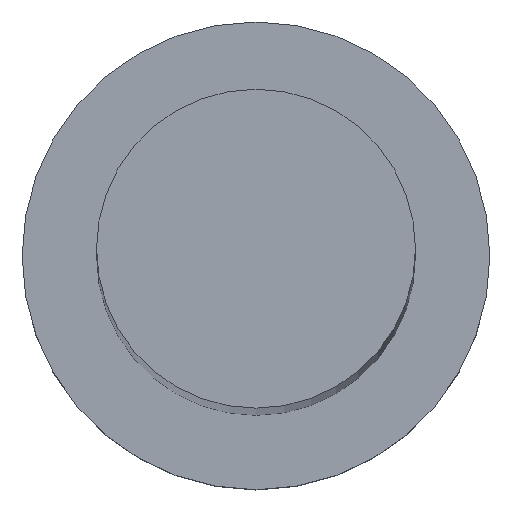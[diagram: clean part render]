
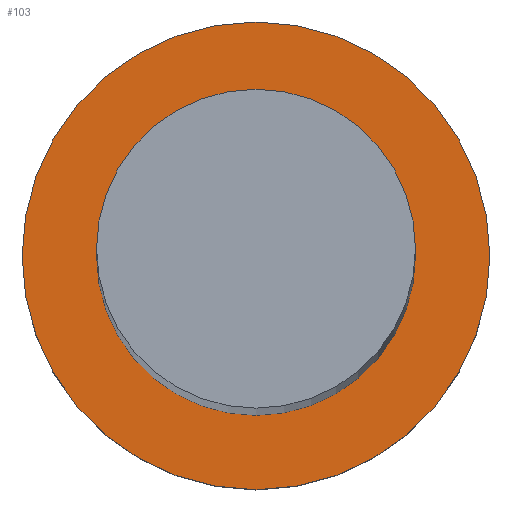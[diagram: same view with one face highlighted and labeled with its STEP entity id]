
A CAD part, top view. The second image highlights one B-rep face of the part: STEP entity #103.
In plain terms, the highlighted planar face has unit normal (0, 0, 1).
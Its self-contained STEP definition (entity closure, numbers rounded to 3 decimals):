
#4 = CARTESIAN_POINT ( 'NONE',  ( 7.5, 0., 7. ) ) ;
#23 = VERTEX_POINT ( 'NONE', #211 ) ;
#26 = EDGE_LOOP ( 'NONE', ( #238, #60 ) ) ;
#27 = DIRECTION ( 'NONE',  ( 0., 0., 1. ) ) ;
#28 = EDGE_CURVE ( 'NONE', #117, #23, #232, .T. ) ;
#29 = FACE_OUTER_BOUND ( 'NONE', #26, .T. ) ;
#31 = CARTESIAN_POINT ( 'NONE',  ( -7.5, 0., 7. ) ) ;
#41 = CARTESIAN_POINT ( 'NONE',  ( 0., 0., 7. ) ) ;
#45 = DIRECTION ( 'NONE',  ( 0., 0., 1. ) ) ;
#47 = AXIS2_PLACEMENT_3D ( 'NONE', #85, #27, #105 ) ;
#53 = AXIS2_PLACEMENT_3D ( 'NONE', #147, #231, #57 ) ;
#57 = DIRECTION ( 'NONE',  ( 1., 0., 0. ) ) ;
#60 = ORIENTED_EDGE ( 'NONE', *, *, #78, .T. ) ;
#65 = VERTEX_POINT ( 'NONE', #4 ) ;
#70 = EDGE_CURVE ( 'NONE', #65, #114, #155, .T. ) ;
#76 = AXIS2_PLACEMENT_3D ( 'NONE', #119, #196, #218 ) ;
#78 = EDGE_CURVE ( 'NONE', #23, #117, #235, .T. ) ;
#85 = CARTESIAN_POINT ( 'NONE',  ( 0., 0., 7. ) ) ;
#103 = ADVANCED_FACE ( 'NONE', ( #139, #29 ), #217, .T. ) ;
#105 = DIRECTION ( 'NONE',  ( 1., 0., 0. ) ) ;
#108 = CARTESIAN_POINT ( 'NONE',  ( -11., 0., 7. ) ) ;
#114 = VERTEX_POINT ( 'NONE', #31 ) ;
#117 = VERTEX_POINT ( 'NONE', #108 ) ;
#119 = CARTESIAN_POINT ( 'NONE',  ( 0., 0., 7. ) ) ;
#132 = DIRECTION ( 'NONE',  ( 1., 0., 0. ) ) ;
#133 = ORIENTED_EDGE ( 'NONE', *, *, #70, .F. ) ;
#139 = FACE_BOUND ( 'NONE', #189, .T. ) ;
#147 = CARTESIAN_POINT ( 'NONE',  ( 0., 0., 7. ) ) ;
#155 = CIRCLE ( 'NONE', #156, 7.5 ) ;
#156 = AXIS2_PLACEMENT_3D ( 'NONE', #167, #45, #237 ) ;
#167 = CARTESIAN_POINT ( 'NONE',  ( 0., 0., 7. ) ) ;
#189 = EDGE_LOOP ( 'NONE', ( #193, #133 ) ) ;
#193 = ORIENTED_EDGE ( 'NONE', *, *, #243, .F. ) ;
#196 = DIRECTION ( 'NONE',  ( 0., 0., 1. ) ) ;
#208 = AXIS2_PLACEMENT_3D ( 'NONE', #41, #241, #132 ) ;
#211 = CARTESIAN_POINT ( 'NONE',  ( 11., 0., 7. ) ) ;
#217 = PLANE ( 'NONE',  #76 ) ;
#218 = DIRECTION ( 'NONE',  ( 1., 0., 0. ) ) ;
#231 = DIRECTION ( 'NONE',  ( 0., 0., 1. ) ) ;
#232 = CIRCLE ( 'NONE', #208, 11. ) ;
#235 = CIRCLE ( 'NONE', #47, 11. ) ;
#237 = DIRECTION ( 'NONE',  ( 1., 0., 0. ) ) ;
#238 = ORIENTED_EDGE ( 'NONE', *, *, #28, .T. ) ;
#241 = DIRECTION ( 'NONE',  ( 0., 0., 1. ) ) ;
#243 = EDGE_CURVE ( 'NONE', #114, #65, #252, .T. ) ;
#252 = CIRCLE ( 'NONE', #53, 7.5 ) ;
